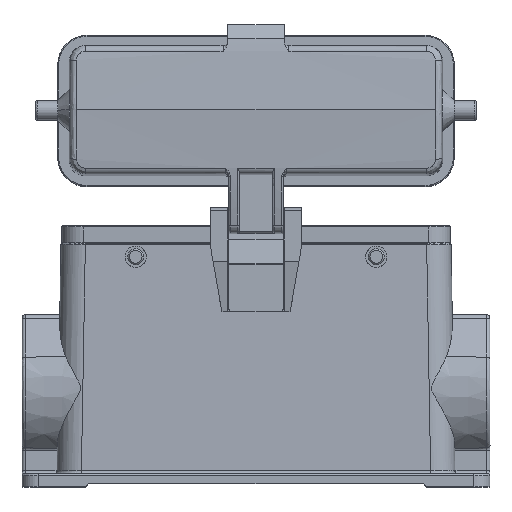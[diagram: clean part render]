
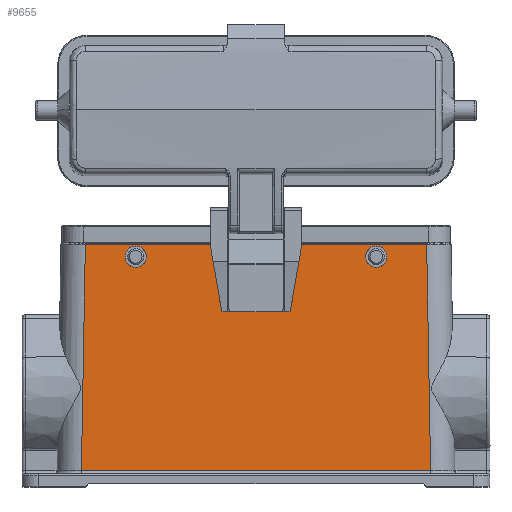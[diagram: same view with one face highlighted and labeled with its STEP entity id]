
A CAD part, top view. The second image highlights one B-rep face of the part: STEP entity #9655.
In plain terms, the highlighted planar face has unit normal (0, 0.018, 1).
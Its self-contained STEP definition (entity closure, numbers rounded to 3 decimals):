
#992 = CARTESIAN_POINT ( 'NONE',  ( -33.75, 46.805, 21.573 ) ) ;
#994 = CARTESIAN_POINT ( 'NONE',  ( -40.25, 46.805, 21.573 ) ) ;
#2555 = LINE ( 'NONE', #2556, #3922 ) ;
#2556 = CARTESIAN_POINT ( 'NONE',  ( 53.723, -19.013, 22.722 ) ) ;
#2557 = DIRECTION ( 'NONE',  ( -0.017, 1., -0.017 ) ) ;
#2559 = LINE ( 'NONE', #2560, #3920 ) ;
#2560 = CARTESIAN_POINT ( 'NONE',  ( -52.51, 50.513, 21.509 ) ) ;
#2561 = DIRECTION ( 'NONE',  ( -0.017, -1., 0.017 ) ) ;
#2600 = LINE ( 'NONE', #2601, #22519 ) ;
#2601 = CARTESIAN_POINT ( 'NONE',  ( -63.061, -19.013, 22.722 ) ) ;
#2602 = DIRECTION ( 'NONE',  ( 1., 0., 0. ) ) ;
#2673 = CARTESIAN_POINT ( 'NONE',  ( 33.75, 46.805, 21.573 ) ) ;
#2674 = CARTESIAN_POINT ( 'NONE',  ( 33.75, 40.305, 21.687 ) ) ;
#2675 = CARTESIAN_POINT ( 'NONE',  ( 40.25, 40.305, 21.687 ) ) ;
#2676 = CARTESIAN_POINT ( 'NONE',  ( 40.25, 46.805, 21.573 ) ) ;
#2680 = LINE ( 'NONE', #2681, #22529 ) ;
#2681 = CARTESIAN_POINT ( 'NONE',  ( -63.061, 50.513, 21.509 ) ) ;
#2682 = DIRECTION ( 'NONE',  ( -1., 0., 0. ) ) ;
#2683 = CARTESIAN_POINT ( 'NONE',  ( -33.75, 46.805, 21.573 ) ) ;
#2684 = CARTESIAN_POINT ( 'NONE',  ( -33.75, 40.305, 21.687 ) ) ;
#2685 = CARTESIAN_POINT ( 'NONE',  ( -40.25, 40.305, 21.687 ) ) ;
#2686 = CARTESIAN_POINT ( 'NONE',  ( -40.25, 46.805, 21.573 ) ) ;
#3920 = VECTOR ( 'NONE', #2561, 1000. ) ;
#3922 = VECTOR ( 'NONE', #2557, 1000. ) ;
#6810 = CARTESIAN_POINT ( 'NONE',  ( -40.25, 46.805, 21.573 ) ) ;
#6811 = CARTESIAN_POINT ( 'NONE',  ( -40.25, 53.305, 21.46 ) ) ;
#6812 = CARTESIAN_POINT ( 'NONE',  ( -33.75, 53.305, 21.46 ) ) ;
#6813 = CARTESIAN_POINT ( 'NONE',  ( -33.75, 46.805, 21.573 ) ) ;
#7009 = EDGE_CURVE ( 'NONE', #19478, #19476, #14119, .T. ) ;
#8411 = CARTESIAN_POINT ( 'NONE',  ( -52.51, 50.513, 21.509 ) ) ;
#8418 = CARTESIAN_POINT ( 'NONE',  ( 53.723, -19.013, 22.722 ) ) ;
#8419 = CARTESIAN_POINT ( 'NONE',  ( 52.51, 50.513, 21.509 ) ) ;
#8420 = CARTESIAN_POINT ( 'NONE',  ( -53.723, -19.013, 22.722 ) ) ;
#8884 = EDGE_CURVE ( 'NONE', #21465, #21461, #10978, .T. ) ;
#9655 = ADVANCED_FACE ( 'NONE', ( #14167, #14155, #14150 ), #11573, .T. ) ;
#10978 =( BOUNDED_CURVE ( )  B_SPLINE_CURVE ( 3, ( #15745, #15746, #15747, #15748 ),
 .UNSPECIFIED., .F., .F. ) 
 B_SPLINE_CURVE_WITH_KNOTS ( ( 4, 4 ),
 ( 4.712, 7.854 ),
 .UNSPECIFIED. ) 
 CURVE ( )  GEOMETRIC_REPRESENTATION_ITEM ( )  RATIONAL_B_SPLINE_CURVE ( ( 1., 0.333, 0.333, 1. ) ) 
 REPRESENTATION_ITEM ( '' )  );
#11573 = PLANE ( 'NONE',  #14147 ) ;
#11574 = CARTESIAN_POINT ( 'NONE',  ( -63.061, 51.005, 21.5 ) ) ;
#11575 = DIRECTION ( 'NONE',  ( 0., 0.017, 1. ) ) ;
#11576 = DIRECTION ( 'NONE',  ( 0., -1., 0.017 ) ) ;
#14119 =( BOUNDED_CURVE ( )  B_SPLINE_CURVE ( 3, ( #6810, #6811, #6812, #6813 ),
 .UNSPECIFIED., .F., .F. ) 
 B_SPLINE_CURVE_WITH_KNOTS ( ( 4, 4 ),
 ( 4.712, 7.854 ),
 .UNSPECIFIED. ) 
 CURVE ( )  GEOMETRIC_REPRESENTATION_ITEM ( )  RATIONAL_B_SPLINE_CURVE ( ( 1., 0.333, 0.333, 1. ) ) 
 REPRESENTATION_ITEM ( '' )  );
#14147 = AXIS2_PLACEMENT_3D ( 'NONE', #11574, #11575, #11576 ) ;
#14150 = FACE_BOUND ( 'NONE', #16037, .T. ) ;
#14155 = FACE_OUTER_BOUND ( 'NONE', #15912, .T. ) ;
#14167 = FACE_BOUND ( 'NONE', #15876, .T. ) ;
#14372 = EDGE_CURVE ( 'NONE', #15903, #15904, #2555, .T. ) ;
#14373 = EDGE_CURVE ( 'NONE', #15892, #15905, #2559, .T. ) ;
#14386 = EDGE_CURVE ( 'NONE', #15905, #15903, #2600, .T. ) ;
#14405 = EDGE_CURVE ( 'NONE', #21461, #21465, #22059, .T. ) ;
#14407 = EDGE_CURVE ( 'NONE', #15904, #15892, #2680, .T. ) ;
#14408 = EDGE_CURVE ( 'NONE', #19476, #19478, #22058, .T. ) ;
#15745 = CARTESIAN_POINT ( 'NONE',  ( 40.25, 46.805, 21.573 ) ) ;
#15746 = CARTESIAN_POINT ( 'NONE',  ( 40.25, 53.305, 21.46 ) ) ;
#15747 = CARTESIAN_POINT ( 'NONE',  ( 33.75, 53.305, 21.46 ) ) ;
#15748 = CARTESIAN_POINT ( 'NONE',  ( 33.75, 46.805, 21.573 ) ) ;
#15876 = EDGE_LOOP ( 'NONE', ( #18908, #18913 ) ) ;
#15892 = VERTEX_POINT ( 'NONE', #8411 ) ;
#15903 = VERTEX_POINT ( 'NONE', #8418 ) ;
#15904 = VERTEX_POINT ( 'NONE', #8419 ) ;
#15905 = VERTEX_POINT ( 'NONE', #8420 ) ;
#15912 = EDGE_LOOP ( 'NONE', ( #18922, #18929, #18920, #18934 ) ) ;
#16037 = EDGE_LOOP ( 'NONE', ( #18943, #18946 ) ) ;
#17974 = CARTESIAN_POINT ( 'NONE',  ( 33.75, 46.805, 21.573 ) ) ;
#17978 = CARTESIAN_POINT ( 'NONE',  ( 40.25, 46.805, 21.573 ) ) ;
#18908 = ORIENTED_EDGE ( 'NONE', *, *, #7009, .T. ) ;
#18913 = ORIENTED_EDGE ( 'NONE', *, *, #14408, .T. ) ;
#18920 = ORIENTED_EDGE ( 'NONE', *, *, #14373, .T. ) ;
#18922 = ORIENTED_EDGE ( 'NONE', *, *, #14372, .T. ) ;
#18929 = ORIENTED_EDGE ( 'NONE', *, *, #14407, .T. ) ;
#18934 = ORIENTED_EDGE ( 'NONE', *, *, #14386, .T. ) ;
#18943 = ORIENTED_EDGE ( 'NONE', *, *, #14405, .F. ) ;
#18946 = ORIENTED_EDGE ( 'NONE', *, *, #8884, .F. ) ;
#19476 = VERTEX_POINT ( 'NONE', #992 ) ;
#19478 = VERTEX_POINT ( 'NONE', #994 ) ;
#21461 = VERTEX_POINT ( 'NONE', #17974 ) ;
#21465 = VERTEX_POINT ( 'NONE', #17978 ) ;
#22058 =( BOUNDED_CURVE ( )  B_SPLINE_CURVE ( 3, ( #2683, #2684, #2685, #2686 ),
 .UNSPECIFIED., .F., .F. ) 
 B_SPLINE_CURVE_WITH_KNOTS ( ( 4, 4 ),
 ( 1.571, 4.712 ),
 .UNSPECIFIED. ) 
 CURVE ( )  GEOMETRIC_REPRESENTATION_ITEM ( )  RATIONAL_B_SPLINE_CURVE ( ( 1., 0.333, 0.333, 1. ) ) 
 REPRESENTATION_ITEM ( '' )  );
#22059 =( BOUNDED_CURVE ( )  B_SPLINE_CURVE ( 3, ( #2673, #2674, #2675, #2676 ),
 .UNSPECIFIED., .F., .F. ) 
 B_SPLINE_CURVE_WITH_KNOTS ( ( 4, 4 ),
 ( 1.571, 4.712 ),
 .UNSPECIFIED. ) 
 CURVE ( )  GEOMETRIC_REPRESENTATION_ITEM ( )  RATIONAL_B_SPLINE_CURVE ( ( 1., 0.333, 0.333, 1. ) ) 
 REPRESENTATION_ITEM ( '' )  );
#22519 = VECTOR ( 'NONE', #2602, 1000. ) ;
#22529 = VECTOR ( 'NONE', #2682, 1000. ) ;
